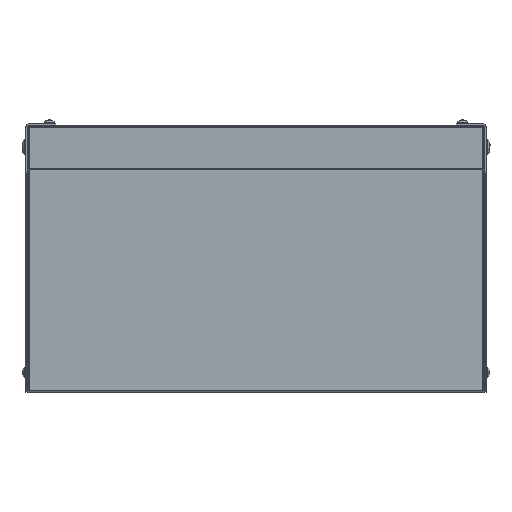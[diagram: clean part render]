
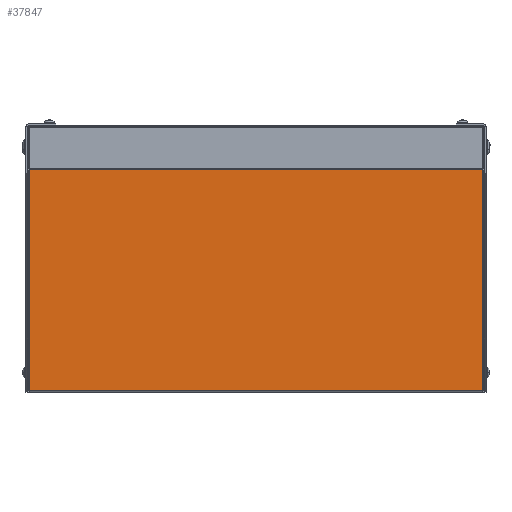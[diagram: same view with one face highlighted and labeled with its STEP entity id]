
A CAD part, front view. The second image highlights one B-rep face of the part: STEP entity #37847.
In plain terms, the highlighted planar face has unit normal (0, -1, 0).
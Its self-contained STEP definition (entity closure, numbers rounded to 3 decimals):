
#1154 = ORIENTED_EDGE ( 'NONE', *, *, #64575, .T. ) ;
#2225 = VERTEX_POINT ( 'NONE', #69744 ) ;
#3630 = FACE_OUTER_BOUND ( 'NONE', #75214, .T. ) ;
#6105 = EDGE_CURVE ( 'NONE', #61565, #34264, #12549, .T. ) ;
#7014 = DIRECTION ( 'NONE',  ( 0., 0., -1. ) ) ;
#12549 = LINE ( 'NONE', #13442, #24890 ) ;
#13442 = CARTESIAN_POINT ( 'NONE',  ( -255.005, 0., 148.1 ) ) ;
#22210 = CARTESIAN_POINT ( 'NONE',  ( -257., 0., -148.1 ) ) ;
#24818 = DIRECTION ( 'NONE',  ( 0., 0., 1. ) ) ;
#24890 = VECTOR ( 'NONE', #43760, 1000. ) ;
#33457 = CARTESIAN_POINT ( 'NONE',  ( -257., 0., 148.1 ) ) ;
#34264 = VERTEX_POINT ( 'NONE', #73148 ) ;
#37259 = CARTESIAN_POINT ( 'NONE',  ( -257., 0., -150. ) ) ;
#37847 = ADVANCED_FACE ( 'NONE', ( #3630 ), #71493, .T. ) ;
#39557 = EDGE_CURVE ( 'NONE', #47196, #61565, #77519, .T. ) ;
#40319 = ORIENTED_EDGE ( 'NONE', *, *, #6105, .T. ) ;
#43370 = DIRECTION ( 'NONE',  ( 0., -1., 0. ) ) ;
#43760 = DIRECTION ( 'NONE',  ( 0., 0., -1. ) ) ;
#47196 = VERTEX_POINT ( 'NONE', #50434 ) ;
#50434 = CARTESIAN_POINT ( 'NONE',  ( 255.005, 0., 148.1 ) ) ;
#54836 = VECTOR ( 'NONE', #24818, 1000. ) ;
#55049 = CARTESIAN_POINT ( 'NONE',  ( -255.005, 0., 148.1 ) ) ;
#56034 = ORIENTED_EDGE ( 'NONE', *, *, #63303, .T. ) ;
#59446 = LINE ( 'NONE', #22210, #77457 ) ;
#61190 = CARTESIAN_POINT ( 'NONE',  ( 255.005, 0., -148.1 ) ) ;
#61405 = VECTOR ( 'NONE', #69798, 1000. ) ;
#61565 = VERTEX_POINT ( 'NONE', #55049 ) ;
#62461 = ORIENTED_EDGE ( 'NONE', *, *, #39557, .T. ) ;
#63303 = EDGE_CURVE ( 'NONE', #2225, #47196, #70917, .T. ) ;
#64575 = EDGE_CURVE ( 'NONE', #34264, #2225, #59446, .T. ) ;
#64679 = DIRECTION ( 'NONE',  ( 1., 0., 0. ) ) ;
#69744 = CARTESIAN_POINT ( 'NONE',  ( 255.005, 0., -148.1 ) ) ;
#69798 = DIRECTION ( 'NONE',  ( -1., 0., 0. ) ) ;
#70917 = LINE ( 'NONE', #61190, #54836 ) ;
#71493 = PLANE ( 'NONE',  #73000 ) ;
#73000 = AXIS2_PLACEMENT_3D ( 'NONE', #37259, #43370, #7014 ) ;
#73148 = CARTESIAN_POINT ( 'NONE',  ( -255.005, 0., -148.1 ) ) ;
#75214 = EDGE_LOOP ( 'NONE', ( #62461, #40319, #1154, #56034 ) ) ;
#77457 = VECTOR ( 'NONE', #64679, 1000. ) ;
#77519 = LINE ( 'NONE', #33457, #61405 ) ;
